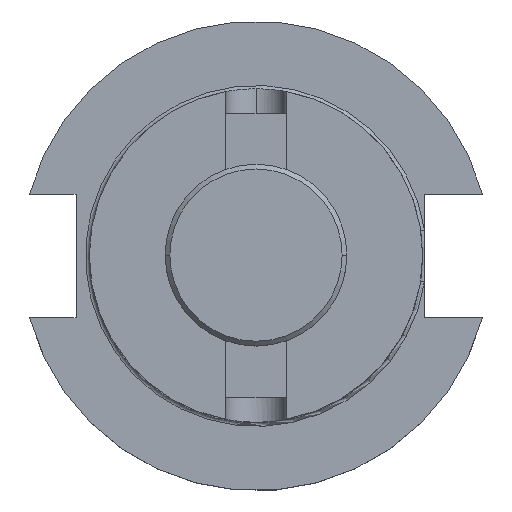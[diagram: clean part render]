
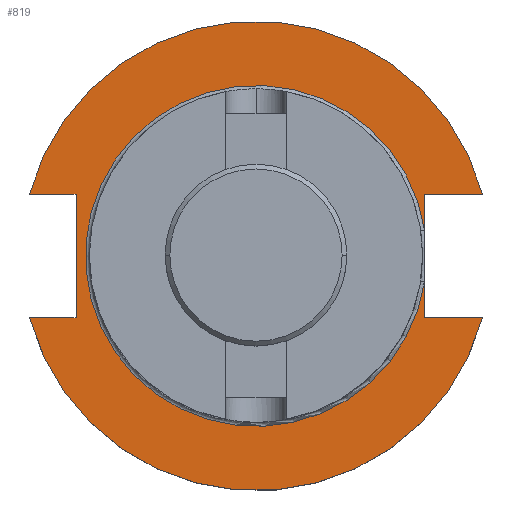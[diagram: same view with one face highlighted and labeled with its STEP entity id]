
A CAD part, top view. The second image highlights one B-rep face of the part: STEP entity #819.
In plain terms, the highlighted planar face has unit normal (0, 0, 1).
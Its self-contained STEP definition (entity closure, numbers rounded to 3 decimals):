
#37 = DIRECTION ( 'NONE',  ( 1., 0., 0. ) ) ;
#59 = ORIENTED_EDGE ( 'NONE', *, *, #1806, .T. ) ;
#70 = EDGE_CURVE ( 'NONE', #2473, #420, #656, .T. ) ;
#73 = VECTOR ( 'NONE', #948, 1000. ) ;
#120 = CARTESIAN_POINT ( 'NONE',  ( 35.306, -5.455, 19.05 ) ) ;
#136 = VECTOR ( 'NONE', #1920, 1000. ) ;
#149 = CARTESIAN_POINT ( 'NONE',  ( -37.719, 12.954, 19.05 ) ) ;
#239 = EDGE_CURVE ( 'NONE', #1520, #927, #1686, .T. ) ;
#249 = PLANE ( 'NONE',  #1113 ) ;
#268 = CARTESIAN_POINT ( 'NONE',  ( -47.477, -12.954, 19.05 ) ) ;
#280 = EDGE_CURVE ( 'NONE', #2290, #2030, #2012, .T. ) ;
#295 = LINE ( 'NONE', #1144, #1695 ) ;
#333 = DIRECTION ( 'NONE',  ( 0., 1., 0. ) ) ;
#352 = FACE_OUTER_BOUND ( 'NONE', #1051, .T. ) ;
#384 = CARTESIAN_POINT ( 'NONE',  ( 0., 0., 19.05 ) ) ;
#405 = EDGE_CURVE ( 'NONE', #1095, #1750, #295, .T. ) ;
#413 = CARTESIAN_POINT ( 'NONE',  ( 35.306, 12.954, 19.05 ) ) ;
#419 = VECTOR ( 'NONE', #1164, 1000. ) ;
#420 = VERTEX_POINT ( 'NONE', #540 ) ;
#451 = ORIENTED_EDGE ( 'NONE', *, *, #239, .F. ) ;
#487 = CARTESIAN_POINT ( 'NONE',  ( -63.719, 12.954, 19.05 ) ) ;
#499 = CARTESIAN_POINT ( 'NONE',  ( -37.719, 12.954, 19.05 ) ) ;
#527 = CARTESIAN_POINT ( 'NONE',  ( 0., 0., 19.05 ) ) ;
#533 = EDGE_CURVE ( 'NONE', #596, #2237, #2417, .T. ) ;
#535 = DIRECTION ( 'NONE',  ( 0., 0., 1. ) ) ;
#540 = CARTESIAN_POINT ( 'NONE',  ( -47.477, 12.954, 19.05 ) ) ;
#545 = DIRECTION ( 'NONE',  ( 1., 0., 0. ) ) ;
#596 = VERTEX_POINT ( 'NONE', #120 ) ;
#656 = LINE ( 'NONE', #487, #73 ) ;
#706 = CARTESIAN_POINT ( 'NONE',  ( 47.477, 12.954, 19.05 ) ) ;
#819 = ADVANCED_FACE ( 'NONE', ( #352 ), #249, .T. ) ;
#923 = ORIENTED_EDGE ( 'NONE', *, *, #533, .T. ) ;
#927 = VERTEX_POINT ( 'NONE', #413 ) ;
#944 = ORIENTED_EDGE ( 'NONE', *, *, #1562, .F. ) ;
#948 = DIRECTION ( 'NONE',  ( -1., 0., 0. ) ) ;
#967 = ORIENTED_EDGE ( 'NONE', *, *, #405, .F. ) ;
#1008 = DIRECTION ( 'NONE',  ( 1., 0., 0. ) ) ;
#1046 = DIRECTION ( 'NONE',  ( 0., -1., 0. ) ) ;
#1051 = EDGE_LOOP ( 'NONE', ( #1777, #923, #944, #451, #2049, #2154, #2333, #967, #59, #1352 ) ) ;
#1095 = VERTEX_POINT ( 'NONE', #268 ) ;
#1113 = AXIS2_PLACEMENT_3D ( 'NONE', #1976, #1208, #37 ) ;
#1144 = CARTESIAN_POINT ( 'NONE',  ( -63.719, -12.954, 19.05 ) ) ;
#1164 = DIRECTION ( 'NONE',  ( 1., 0., 0. ) ) ;
#1208 = DIRECTION ( 'NONE',  ( 0., 0., 1. ) ) ;
#1214 = LINE ( 'NONE', #149, #2083 ) ;
#1243 = CIRCLE ( 'NONE', #2376, 49.212 ) ;
#1287 = CARTESIAN_POINT ( 'NONE',  ( 0., 0., 19.05 ) ) ;
#1294 = DIRECTION ( 'NONE',  ( 0., 0., 1. ) ) ;
#1301 = DIRECTION ( 'NONE',  ( 1., 0., 0. ) ) ;
#1352 = ORIENTED_EDGE ( 'NONE', *, *, #280, .F. ) ;
#1423 = EDGE_CURVE ( 'NONE', #1520, #420, #1559, .T. ) ;
#1520 = VERTEX_POINT ( 'NONE', #706 ) ;
#1529 = DIRECTION ( 'NONE',  ( 1., 0., 0. ) ) ;
#1559 = CIRCLE ( 'NONE', #1826, 49.212 ) ;
#1562 = EDGE_CURVE ( 'NONE', #927, #2237, #1811, .T. ) ;
#1620 = EDGE_CURVE ( 'NONE', #1750, #2473, #1214, .T. ) ;
#1631 = CARTESIAN_POINT ( 'NONE',  ( 35.306, 12.954, 19.05 ) ) ;
#1686 = LINE ( 'NONE', #2455, #2195 ) ;
#1695 = VECTOR ( 'NONE', #1008, 1000. ) ;
#1700 = CARTESIAN_POINT ( 'NONE',  ( -37.719, -12.954, 19.05 ) ) ;
#1750 = VERTEX_POINT ( 'NONE', #1700 ) ;
#1767 = AXIS2_PLACEMENT_3D ( 'NONE', #384, #2090, #1529 ) ;
#1777 = ORIENTED_EDGE ( 'NONE', *, *, #1847, .F. ) ;
#1806 = EDGE_CURVE ( 'NONE', #1095, #2030, #1243, .T. ) ;
#1811 = LINE ( 'NONE', #1631, #2311 ) ;
#1826 = AXIS2_PLACEMENT_3D ( 'NONE', #1287, #1294, #1301 ) ;
#1847 = EDGE_CURVE ( 'NONE', #596, #2290, #2173, .T. ) ;
#1920 = DIRECTION ( 'NONE',  ( 0., -1., 0. ) ) ;
#1976 = CARTESIAN_POINT ( 'NONE',  ( 0., 49.212, 19.05 ) ) ;
#2005 = CARTESIAN_POINT ( 'NONE',  ( 35.306, 5.455, 19.05 ) ) ;
#2012 = LINE ( 'NONE', #2448, #419 ) ;
#2030 = VERTEX_POINT ( 'NONE', #2197 ) ;
#2049 = ORIENTED_EDGE ( 'NONE', *, *, #1423, .T. ) ;
#2083 = VECTOR ( 'NONE', #333, 1000. ) ;
#2085 = CARTESIAN_POINT ( 'NONE',  ( 35.306, 12.954, 19.05 ) ) ;
#2090 = DIRECTION ( 'NONE',  ( 0., 0., -1. ) ) ;
#2154 = ORIENTED_EDGE ( 'NONE', *, *, #70, .F. ) ;
#2159 = CARTESIAN_POINT ( 'NONE',  ( 35.306, -12.954, 19.05 ) ) ;
#2173 = LINE ( 'NONE', #2085, #136 ) ;
#2195 = VECTOR ( 'NONE', #2379, 1000. ) ;
#2197 = CARTESIAN_POINT ( 'NONE',  ( 47.477, -12.954, 19.05 ) ) ;
#2237 = VERTEX_POINT ( 'NONE', #2005 ) ;
#2290 = VERTEX_POINT ( 'NONE', #2159 ) ;
#2311 = VECTOR ( 'NONE', #1046, 1000. ) ;
#2333 = ORIENTED_EDGE ( 'NONE', *, *, #1620, .F. ) ;
#2376 = AXIS2_PLACEMENT_3D ( 'NONE', #527, #535, #545 ) ;
#2379 = DIRECTION ( 'NONE',  ( -1., 0., 0. ) ) ;
#2417 = CIRCLE ( 'NONE', #1767, 35.725 ) ;
#2448 = CARTESIAN_POINT ( 'NONE',  ( 35.306, -12.954, 19.05 ) ) ;
#2455 = CARTESIAN_POINT ( 'NONE',  ( 35.306, 12.954, 19.05 ) ) ;
#2473 = VERTEX_POINT ( 'NONE', #499 ) ;
